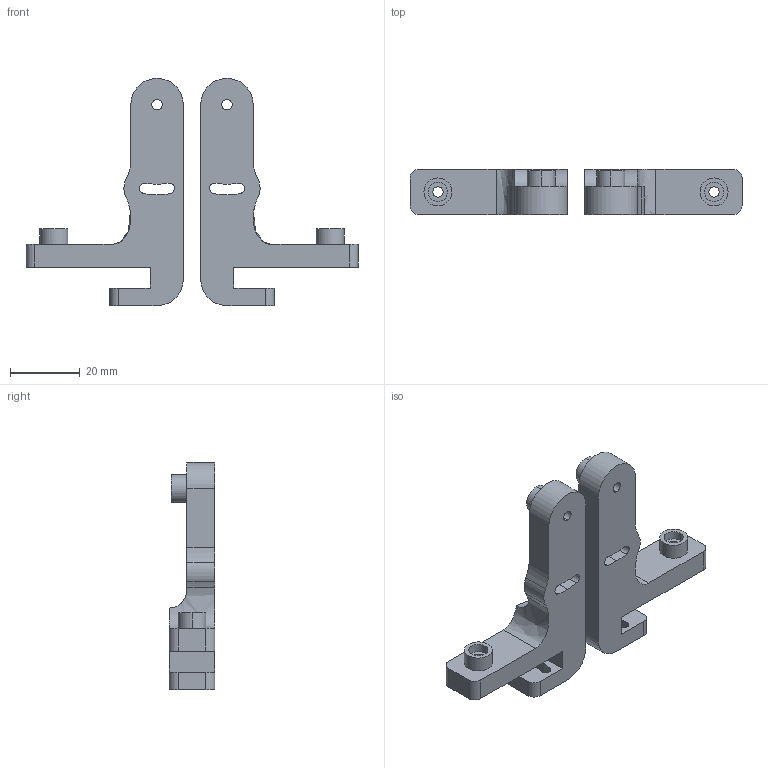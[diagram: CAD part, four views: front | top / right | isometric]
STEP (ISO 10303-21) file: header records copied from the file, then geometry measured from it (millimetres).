
FILE_DESCRIPTION (( 'STEP AP203' ), '1' );
FILE_NAME ('robDogLegV6.STEP', '2024-10-19T12:20:28', ( '' ), ( '' ), 'SwSTEP 2.0', 'SolidWorks 2023', '' );
FILE_SCHEMA (( 'CONFIG_CONTROL_DESIGN' ));
Length unit declared in the file: millimetre
Products named in the file (1): robDogLegV6
Bounding box: 95 x 13 x 65 mm (x, y, z)
Volume: 22781 mm3; surface area: 11420.1 mm2
Topology: 2 solids, 2 shells, 144 faces, 378 edges, 252 vertices
Faces by surface type: cylinder 102, plane 38, bspline 2, torus 2
Entity records: 4803 total; most frequent: CARTESIAN_POINT 960, DIRECTION 858, ORIENTED_EDGE 756, EDGE_CURVE 378, AXIS2_PLACEMENT_3D 351, VERTEX_POINT 252, CIRCLE 208, EDGE_LOOP 174
